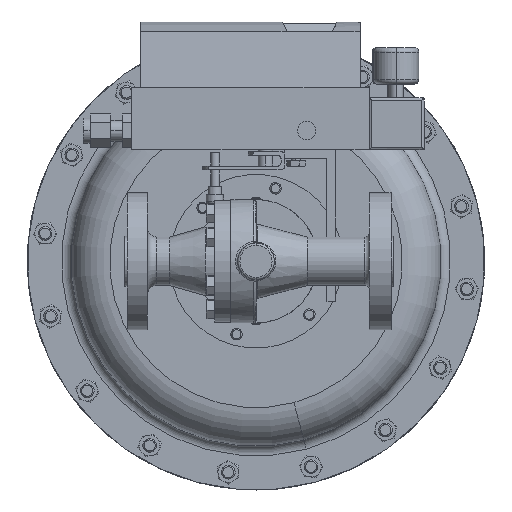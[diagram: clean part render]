
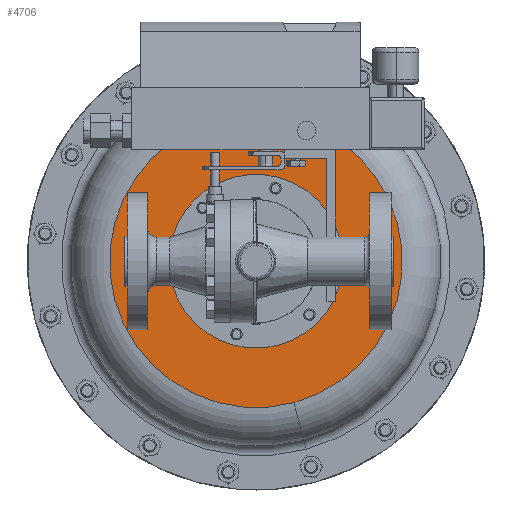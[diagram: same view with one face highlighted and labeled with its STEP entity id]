
A CAD part, front view. The second image highlights one B-rep face of the part: STEP entity #4706.
In plain terms, the highlighted planar face has unit normal (0, -1, 0).
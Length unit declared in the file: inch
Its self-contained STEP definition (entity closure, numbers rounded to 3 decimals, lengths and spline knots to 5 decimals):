
#710 = DIRECTION ( 'NONE',  ( -0.707, 0., -0.707 ) ) ;
#927 = PLANE ( 'NONE',  #19064 ) ;
#1974 = ORIENTED_EDGE ( 'NONE', *, *, #14525, .F. ) ;
#2789 = EDGE_CURVE ( 'NONE', #27604, #9053, #15252, .T. ) ;
#3336 = FACE_OUTER_BOUND ( 'NONE', #14046, .T. ) ;
#4706 = ADVANCED_FACE ( 'NONE', ( #3336, #9568 ), #927, .T. ) ;
#5129 = VERTEX_POINT ( 'NONE', #31146 ) ;
#5219 = CIRCLE ( 'NONE', #7989, 4. ) ;
#7015 = EDGE_LOOP ( 'NONE', ( #20070, #24973 ) ) ;
#7491 = CARTESIAN_POINT ( 'NONE',  ( -0.19942, 9.12924, 4.12548 ) ) ;
#7795 = CARTESIAN_POINT ( 'NONE',  ( -1.8788, 9.12924, 2.4461 ) ) ;
#7989 = AXIS2_PLACEMENT_3D ( 'NONE', #30626, #14712, #33265 ) ;
#8830 = CARTESIAN_POINT ( 'NONE',  ( -0.19942, 9.12924, 4.12548 ) ) ;
#9053 = VERTEX_POINT ( 'NONE', #7795 ) ;
#9568 = FACE_BOUND ( 'NONE', #7015, .T. ) ;
#10085 = VERTEX_POINT ( 'NONE', #21396 ) ;
#10178 = DIRECTION ( 'NONE',  ( -0.707, 0., -0.707 ) ) ;
#10489 = EDGE_CURVE ( 'NONE', #5129, #10085, #5219, .T. ) ;
#11515 = DIRECTION ( 'NONE',  ( 0.259, 0., -0.966 ) ) ;
#13274 = CIRCLE ( 'NONE', #15408, 2.375 ) ;
#14046 = EDGE_LOOP ( 'NONE', ( #29765, #1974 ) ) ;
#14525 = EDGE_CURVE ( 'NONE', #10085, #5129, #21998, .T. ) ;
#14712 = DIRECTION ( 'NONE',  ( 0., 1., 0. ) ) ;
#15218 = EDGE_CURVE ( 'NONE', #9053, #27604, #13274, .T. ) ;
#15252 = CIRCLE ( 'NONE', #18365, 2.375 ) ;
#15408 = AXIS2_PLACEMENT_3D ( 'NONE', #32492, #16623, #710 ) ;
#16623 = DIRECTION ( 'NONE',  ( 0., 1., 0. ) ) ;
#16882 = DIRECTION ( 'NONE',  ( -0.259, 0., 0.966 ) ) ;
#18365 = AXIS2_PLACEMENT_3D ( 'NONE', #7491, #26032, #10178 ) ;
#19064 = AXIS2_PLACEMENT_3D ( 'NONE', #30050, #32734, #16882 ) ;
#20070 = ORIENTED_EDGE ( 'NONE', *, *, #2789, .T. ) ;
#21396 = CARTESIAN_POINT ( 'NONE',  ( -1.2347, 9.12924, 7.98918 ) ) ;
#21998 = CIRCLE ( 'NONE', #29837, 4. ) ;
#22704 = CARTESIAN_POINT ( 'NONE',  ( 1.47996, 9.12924, 5.80486 ) ) ;
#24973 = ORIENTED_EDGE ( 'NONE', *, *, #15218, .T. ) ;
#26032 = DIRECTION ( 'NONE',  ( 0., 1., 0. ) ) ;
#27366 = DIRECTION ( 'NONE',  ( 0., 1., 0. ) ) ;
#27604 = VERTEX_POINT ( 'NONE', #22704 ) ;
#29765 = ORIENTED_EDGE ( 'NONE', *, *, #10489, .F. ) ;
#29837 = AXIS2_PLACEMENT_3D ( 'NONE', #8830, #27366, #11515 ) ;
#30050 = CARTESIAN_POINT ( 'NONE',  ( -4.06312, 9.12924, 3.09021 ) ) ;
#30626 = CARTESIAN_POINT ( 'NONE',  ( -0.19942, 9.12924, 4.12548 ) ) ;
#31146 = CARTESIAN_POINT ( 'NONE',  ( 0.83586, 9.12924, 0.26178 ) ) ;
#32492 = CARTESIAN_POINT ( 'NONE',  ( -0.19942, 9.12924, 4.12548 ) ) ;
#32734 = DIRECTION ( 'NONE',  ( 0., -1., 0. ) ) ;
#33265 = DIRECTION ( 'NONE',  ( 0.259, 0., -0.966 ) ) ;
